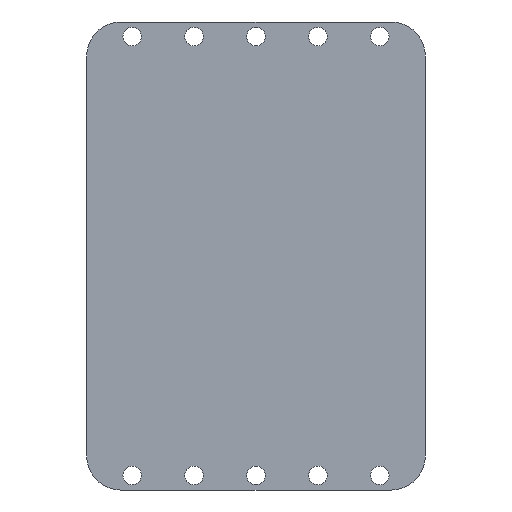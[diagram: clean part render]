
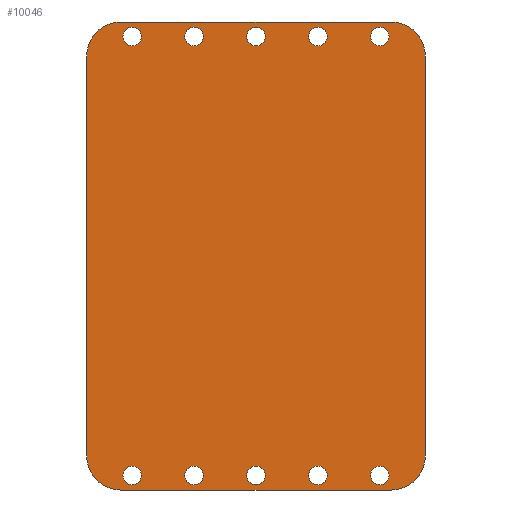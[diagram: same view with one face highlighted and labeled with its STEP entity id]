
A CAD part, front view. The second image highlights one B-rep face of the part: STEP entity #10046.
In plain terms, the highlighted planar face has unit normal (0, -1, 0).
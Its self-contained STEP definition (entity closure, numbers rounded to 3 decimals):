
#199=FACE_BOUND('',#1535,.T.);
#200=FACE_BOUND('',#1536,.T.);
#201=FACE_BOUND('',#1537,.T.);
#202=FACE_BOUND('',#1538,.T.);
#203=FACE_BOUND('',#1539,.T.);
#204=FACE_BOUND('',#1540,.T.);
#205=FACE_BOUND('',#1541,.T.);
#206=FACE_BOUND('',#1542,.T.);
#207=FACE_BOUND('',#1543,.T.);
#208=FACE_BOUND('',#1544,.T.);
#415=CIRCLE('',#10723,3.81);
#416=CIRCLE('',#10725,3.81);
#417=CIRCLE('',#10727,3.81);
#418=CIRCLE('',#10729,3.81);
#419=CIRCLE('',#10731,3.81);
#420=CIRCLE('',#10733,3.81);
#421=CIRCLE('',#10735,3.81);
#422=CIRCLE('',#10737,3.81);
#423=CIRCLE('',#10739,3.81);
#424=CIRCLE('',#10741,3.81);
#425=CIRCLE('',#10744,14.);
#426=CIRCLE('',#10747,14.);
#427=CIRCLE('',#10750,14.);
#428=CIRCLE('',#10753,14.);
#903=FACE_OUTER_BOUND('',#1534,.T.);
#1534=EDGE_LOOP('',(#8589,#8590,#8591,#8592,#8593,#8594,#8595,#8596));
#1535=EDGE_LOOP('',(#8597));
#1536=EDGE_LOOP('',(#8598));
#1537=EDGE_LOOP('',(#8599));
#1538=EDGE_LOOP('',(#8600));
#1539=EDGE_LOOP('',(#8601));
#1540=EDGE_LOOP('',(#8602));
#1541=EDGE_LOOP('',(#8603));
#1542=EDGE_LOOP('',(#8604));
#1543=EDGE_LOOP('',(#8605));
#1544=EDGE_LOOP('',(#8606));
#2655=LINE('',#15810,#3842);
#2658=LINE('',#15818,#3845);
#2661=LINE('',#15826,#3848);
#2664=LINE('',#15834,#3851);
#3842=VECTOR('',#13000,10.);
#3845=VECTOR('',#13009,10.);
#3848=VECTOR('',#13018,10.);
#3851=VECTOR('',#13027,10.);
#4792=VERTEX_POINT('',#15767);
#4793=VERTEX_POINT('',#15771);
#4794=VERTEX_POINT('',#15775);
#4795=VERTEX_POINT('',#15779);
#4796=VERTEX_POINT('',#15783);
#4797=VERTEX_POINT('',#15787);
#4798=VERTEX_POINT('',#15791);
#4799=VERTEX_POINT('',#15795);
#4800=VERTEX_POINT('',#15799);
#4801=VERTEX_POINT('',#15803);
#4802=VERTEX_POINT('',#15807);
#4803=VERTEX_POINT('',#15809);
#4804=VERTEX_POINT('',#15813);
#4805=VERTEX_POINT('',#15817);
#4806=VERTEX_POINT('',#15821);
#4807=VERTEX_POINT('',#15825);
#4808=VERTEX_POINT('',#15829);
#4809=VERTEX_POINT('',#15833);
#6070=EDGE_CURVE('',#4792,#4792,#415,.T.);
#6072=EDGE_CURVE('',#4793,#4793,#416,.T.);
#6074=EDGE_CURVE('',#4794,#4794,#417,.T.);
#6076=EDGE_CURVE('',#4795,#4795,#418,.T.);
#6078=EDGE_CURVE('',#4796,#4796,#419,.T.);
#6080=EDGE_CURVE('',#4797,#4797,#420,.T.);
#6082=EDGE_CURVE('',#4798,#4798,#421,.T.);
#6084=EDGE_CURVE('',#4799,#4799,#422,.T.);
#6086=EDGE_CURVE('',#4800,#4800,#423,.T.);
#6088=EDGE_CURVE('',#4801,#4801,#424,.T.);
#6091=EDGE_CURVE('',#4803,#4802,#2655,.T.);
#6093=EDGE_CURVE('',#4804,#4803,#425,.T.);
#6095=EDGE_CURVE('',#4805,#4804,#2658,.T.);
#6097=EDGE_CURVE('',#4806,#4805,#426,.T.);
#6099=EDGE_CURVE('',#4807,#4806,#2661,.T.);
#6101=EDGE_CURVE('',#4808,#4807,#427,.T.);
#6103=EDGE_CURVE('',#4809,#4808,#2664,.T.);
#6105=EDGE_CURVE('',#4802,#4809,#428,.T.);
#8589=ORIENTED_EDGE('',*,*,#6105,.T.);
#8590=ORIENTED_EDGE('',*,*,#6103,.T.);
#8591=ORIENTED_EDGE('',*,*,#6101,.T.);
#8592=ORIENTED_EDGE('',*,*,#6099,.T.);
#8593=ORIENTED_EDGE('',*,*,#6097,.T.);
#8594=ORIENTED_EDGE('',*,*,#6095,.T.);
#8595=ORIENTED_EDGE('',*,*,#6093,.T.);
#8596=ORIENTED_EDGE('',*,*,#6091,.T.);
#8597=ORIENTED_EDGE('',*,*,#6088,.T.);
#8598=ORIENTED_EDGE('',*,*,#6086,.T.);
#8599=ORIENTED_EDGE('',*,*,#6084,.T.);
#8600=ORIENTED_EDGE('',*,*,#6082,.T.);
#8601=ORIENTED_EDGE('',*,*,#6080,.T.);
#8602=ORIENTED_EDGE('',*,*,#6078,.T.);
#8603=ORIENTED_EDGE('',*,*,#6076,.T.);
#8604=ORIENTED_EDGE('',*,*,#6074,.T.);
#8605=ORIENTED_EDGE('',*,*,#6072,.T.);
#8606=ORIENTED_EDGE('',*,*,#6070,.T.);
#9533=PLANE('',#10755);
#10046=ADVANCED_FACE('',(#903,#199,#200,#201,#202,#203,#204,#205,#206,#207,
#208),#9533,.F.);
#10723=AXIS2_PLACEMENT_3D('',#15768,#12949,#12950);
#10725=AXIS2_PLACEMENT_3D('',#15772,#12954,#12955);
#10727=AXIS2_PLACEMENT_3D('',#15776,#12959,#12960);
#10729=AXIS2_PLACEMENT_3D('',#15780,#12964,#12965);
#10731=AXIS2_PLACEMENT_3D('',#15784,#12969,#12970);
#10733=AXIS2_PLACEMENT_3D('',#15788,#12974,#12975);
#10735=AXIS2_PLACEMENT_3D('',#15792,#12979,#12980);
#10737=AXIS2_PLACEMENT_3D('',#15796,#12984,#12985);
#10739=AXIS2_PLACEMENT_3D('',#15800,#12989,#12990);
#10741=AXIS2_PLACEMENT_3D('',#15804,#12994,#12995);
#10744=AXIS2_PLACEMENT_3D('',#15814,#13004,#13005);
#10747=AXIS2_PLACEMENT_3D('',#15822,#13013,#13014);
#10750=AXIS2_PLACEMENT_3D('',#15830,#13022,#13023);
#10753=AXIS2_PLACEMENT_3D('',#15837,#13031,#13032);
#10755=AXIS2_PLACEMENT_3D('',#15839,#13035,#13036);
#12949=DIRECTION('center_axis',(0.,1.,0.));
#12950=DIRECTION('ref_axis',(1.,0.,0.));
#12954=DIRECTION('center_axis',(0.,1.,0.));
#12955=DIRECTION('ref_axis',(1.,0.,0.));
#12959=DIRECTION('center_axis',(0.,1.,0.));
#12960=DIRECTION('ref_axis',(1.,0.,0.));
#12964=DIRECTION('center_axis',(0.,1.,0.));
#12965=DIRECTION('ref_axis',(1.,0.,0.));
#12969=DIRECTION('center_axis',(0.,1.,0.));
#12970=DIRECTION('ref_axis',(1.,0.,0.));
#12974=DIRECTION('center_axis',(0.,1.,0.));
#12975=DIRECTION('ref_axis',(1.,0.,0.));
#12979=DIRECTION('center_axis',(0.,1.,0.));
#12980=DIRECTION('ref_axis',(1.,0.,0.));
#12984=DIRECTION('center_axis',(0.,1.,0.));
#12985=DIRECTION('ref_axis',(1.,0.,0.));
#12989=DIRECTION('center_axis',(0.,1.,0.));
#12990=DIRECTION('ref_axis',(1.,0.,0.));
#12994=DIRECTION('center_axis',(0.,1.,0.));
#12995=DIRECTION('ref_axis',(1.,0.,0.));
#13000=DIRECTION('',(0.,0.,1.));
#13004=DIRECTION('center_axis',(0.,-1.,0.));
#13005=DIRECTION('ref_axis',(1.,0.,0.));
#13009=DIRECTION('',(1.,0.,0.));
#13013=DIRECTION('center_axis',(0.,-1.,0.));
#13014=DIRECTION('ref_axis',(0.,0.,-1.));
#13018=DIRECTION('',(0.,0.,-1.));
#13022=DIRECTION('center_axis',(0.,-1.,0.));
#13023=DIRECTION('ref_axis',(-1.,0.,0.));
#13027=DIRECTION('',(-1.,0.,0.));
#13031=DIRECTION('center_axis',(0.,-1.,0.));
#13032=DIRECTION('ref_axis',(0.,0.,1.));
#13035=DIRECTION('center_axis',(0.,1.,0.));
#13036=DIRECTION('ref_axis',(1.,0.,0.));
#15767=CARTESIAN_POINT('',(114.49,-2.,-170.));
#15768=CARTESIAN_POINT('Origin',(118.3,-2.,-170.));
#15771=CARTESIAN_POINT('',(63.69,-2.,-170.));
#15772=CARTESIAN_POINT('Origin',(67.5,-2.,-170.));
#15775=CARTESIAN_POINT('',(38.29,-2.,10.));
#15776=CARTESIAN_POINT('Origin',(42.1,-2.,10.));
#15779=CARTESIAN_POINT('',(63.69,-2.,10.));
#15780=CARTESIAN_POINT('Origin',(67.5,-2.,10.));
#15783=CARTESIAN_POINT('',(89.09,-2.,-170.));
#15784=CARTESIAN_POINT('Origin',(92.9,-2.,-170.));
#15787=CARTESIAN_POINT('',(12.89,-2.,10.));
#15788=CARTESIAN_POINT('Origin',(16.7,-2.,10.));
#15791=CARTESIAN_POINT('',(89.09,-2.,10.));
#15792=CARTESIAN_POINT('Origin',(92.9,-2.,10.));
#15795=CARTESIAN_POINT('',(38.29,-2.,-170.));
#15796=CARTESIAN_POINT('Origin',(42.1,-2.,-170.));
#15799=CARTESIAN_POINT('',(114.49,-2.,10.));
#15800=CARTESIAN_POINT('Origin',(118.3,-2.,10.));
#15803=CARTESIAN_POINT('',(12.89,-2.,-170.));
#15804=CARTESIAN_POINT('Origin',(16.7,-2.,-170.));
#15807=CARTESIAN_POINT('',(137.,-2.,2.));
#15809=CARTESIAN_POINT('',(137.,-2.,-162.));
#15810=CARTESIAN_POINT('',(137.,-2.,2.));
#15813=CARTESIAN_POINT('',(123.,-2.,-176.));
#15814=CARTESIAN_POINT('Origin',(123.,-2.,-162.));
#15817=CARTESIAN_POINT('',(12.,-2.,-176.));
#15818=CARTESIAN_POINT('',(123.,-2.,-176.));
#15821=CARTESIAN_POINT('',(-2.,-2.,-162.));
#15822=CARTESIAN_POINT('Origin',(12.,-2.,-162.));
#15825=CARTESIAN_POINT('',(-2.,-2.,2.));
#15826=CARTESIAN_POINT('',(-2.,-2.,-162.));
#15829=CARTESIAN_POINT('',(12.,-2.,16.));
#15830=CARTESIAN_POINT('Origin',(12.,-2.,2.));
#15833=CARTESIAN_POINT('',(123.,-2.,16.));
#15834=CARTESIAN_POINT('',(123.,-2.,16.));
#15837=CARTESIAN_POINT('Origin',(123.,-2.,2.));
#15839=CARTESIAN_POINT('Origin',(67.5,-2.,-80.));
